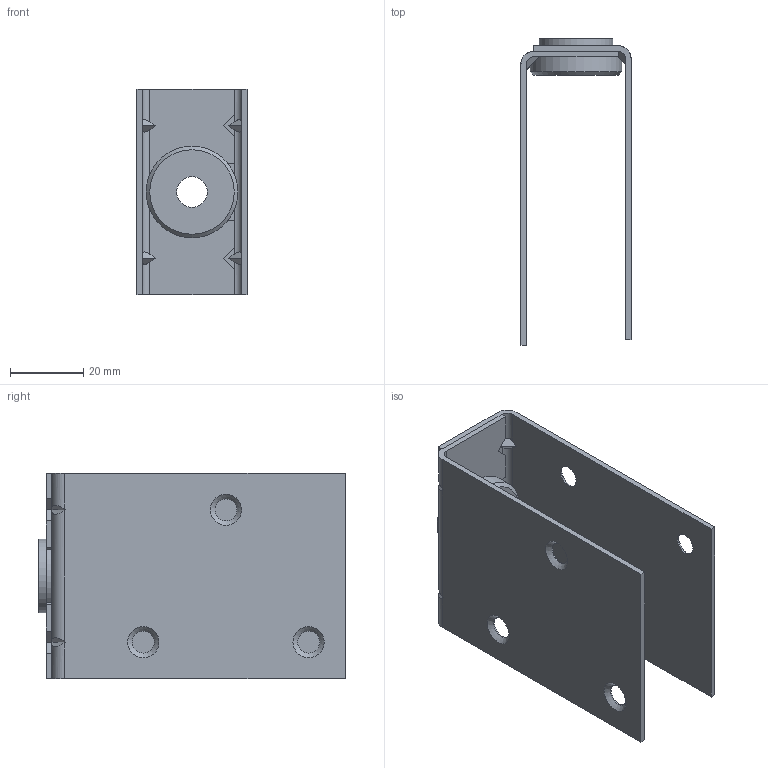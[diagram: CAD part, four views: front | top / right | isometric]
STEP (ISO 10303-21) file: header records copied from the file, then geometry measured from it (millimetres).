
FILE_DESCRIPTION(/* description */ (''),/* implementation_level */ '2;1');
FILE_NAME(/* name */ '31.stp',/* time_stamp */ '2020-02-26T14:30:39+01:00',/* author */ ('DBARI'),/* organization */ (''),/* preprocessor_version */ 'ST-DEVELOPER v17.2',/* originating_system */ 'Autodesk Inventor 2019',/* authorisation */ '');
FILE_SCHEMA (('AUTOMOTIVE_DESIGN { 1 0 10303 214 3 1 1 }'));
Length unit declared in the file: millimetre
Products named in the file (4): 31; 13581; 14565; 15299
Assembly tree (4 placements, depth 2):
  31
    13581
    14565
    15299  x2
Bounding box: 30 x 83.5 x 56 mm (x, y, z)
Volume: 19234.4 mm3; surface area: 24980.6 mm2
Topology: 4 solids, 4 shells, 90 faces, 253 edges, 172 vertices
Faces by surface type: plane 57, cylinder 26, cone 7
Full cylindrical faces by diameter (mm): 6 x6, 8.376 x1, 10.4 x1, 20.1 x1, 25 x1
Entity records: 1858 total; most frequent: DIRECTION 309, CARTESIAN_POINT 299, ORIENTED_EDGE 284, EDGE_CURVE 142, AXIS2_PLACEMENT_3D 107, VERTEX_POINT 97, LINE 95, VECTOR 95
